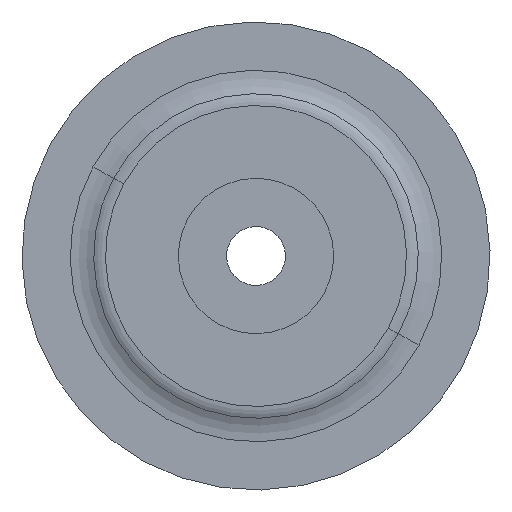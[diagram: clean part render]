
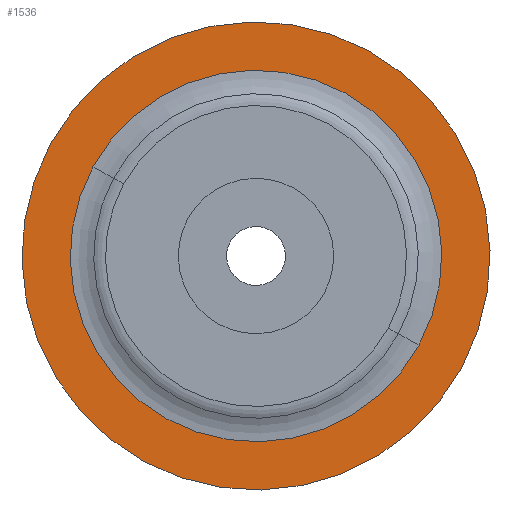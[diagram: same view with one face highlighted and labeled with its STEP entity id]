
A CAD part, left-side view. The second image highlights one B-rep face of the part: STEP entity #1536.
In plain terms, the highlighted planar face has unit normal (-1, 0, 0).
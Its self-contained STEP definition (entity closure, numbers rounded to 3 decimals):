
#1052=CARTESIAN_POINT('Vertex',(6.,43.66,23.851)) ;
#1055=CARTESIAN_POINT('Axis2P3D Location',(6.,0.,0.)) ;
#1059=CARTESIAN_POINT('Vertex',(6.,-43.66,-23.851)) ;
#1074=CARTESIAN_POINT('Axis2P3D Location',(6.,0.,0.)) ;
#1509=CARTESIAN_POINT('Axis2P3D Location',(6.,36.,0.)) ;
#1518=CARTESIAN_POINT('Axis2P3D Location',(6.,0.,0.)) ;
#1522=CARTESIAN_POINT('Vertex',(6.,34.65,18.929)) ;
#1524=CARTESIAN_POINT('Vertex',(6.,-34.65,-18.929)) ;
#1527=CARTESIAN_POINT('Axis2P3D Location',(6.,0.,0.)) ;
#1056=DIRECTION('Axis2P3D Direction',(1.,0.,0.)) ;
#1075=DIRECTION('Axis2P3D Direction',(1.,0.,0.)) ;
#1510=DIRECTION('Axis2P3D Direction',(1.,0.,0.)) ;
#1511=DIRECTION('Axis2P3D XDirection',(0.,1.,0.)) ;
#1519=DIRECTION('Axis2P3D Direction',(1.,0.,0.)) ;
#1528=DIRECTION('Axis2P3D Direction',(1.,0.,0.)) ;
#1057=AXIS2_PLACEMENT_3D('Circle Axis2P3D',#1055,#1056,$) ;
#1076=AXIS2_PLACEMENT_3D('Circle Axis2P3D',#1074,#1075,$) ;
#1512=AXIS2_PLACEMENT_3D('Plane Axis2P3D',#1509,#1510,#1511) ;
#1520=AXIS2_PLACEMENT_3D('Circle Axis2P3D',#1518,#1519,$) ;
#1529=AXIS2_PLACEMENT_3D('Circle Axis2P3D',#1527,#1528,$) ;
#1515=ORIENTED_EDGE('',*,*,#1061,.F.) ;
#1516=ORIENTED_EDGE('',*,*,#1078,.F.) ;
#1533=ORIENTED_EDGE('',*,*,#1526,.F.) ;
#1534=ORIENTED_EDGE('',*,*,#1531,.F.) ;
#1535=FACE_BOUND('',#1532,.T.) ;
#1536=ADVANCED_FACE('Corps principal',(#1517,#1535),#1513,.F.) ;
#1058=CIRCLE('generated circle',#1057,49.75) ;
#1077=CIRCLE('generated circle',#1076,49.75) ;
#1521=CIRCLE('generated circle',#1520,39.483) ;
#1530=CIRCLE('generated circle',#1529,39.483) ;
#1061=EDGE_CURVE('',#1053,#1060,#1058,.T.) ;
#1078=EDGE_CURVE('',#1060,#1053,#1077,.T.) ;
#1526=EDGE_CURVE('',#1523,#1525,#1521,.F.) ;
#1531=EDGE_CURVE('',#1525,#1523,#1530,.F.) ;
#1514=EDGE_LOOP('',(#1515,#1516)) ;
#1532=EDGE_LOOP('',(#1533,#1534)) ;
#1517=FACE_OUTER_BOUND('',#1514,.T.) ;
#1513=PLANE('Plane',#1512) ;
#1053=VERTEX_POINT('',#1052) ;
#1060=VERTEX_POINT('',#1059) ;
#1523=VERTEX_POINT('',#1522) ;
#1525=VERTEX_POINT('',#1524) ;
